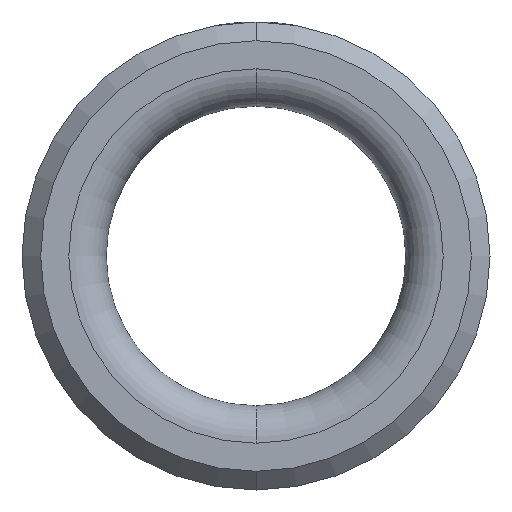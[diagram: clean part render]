
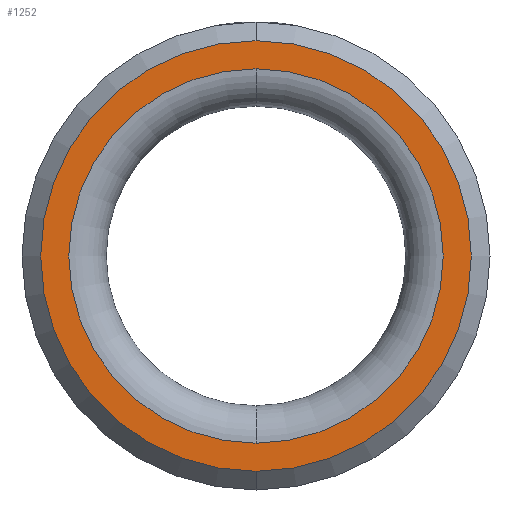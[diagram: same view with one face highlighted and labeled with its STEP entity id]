
A CAD part, front view. The second image highlights one B-rep face of the part: STEP entity #1252.
In plain terms, the highlighted planar face has unit normal (0, -1, 0).
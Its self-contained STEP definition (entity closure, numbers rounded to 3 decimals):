
#27 = CARTESIAN_POINT ( 'NONE',  ( 0., 0., 10. ) ) ;
#53 = CARTESIAN_POINT ( 'NONE',  ( -11.5, 0., 0. ) ) ;
#55 = AXIS2_PLACEMENT_3D ( 'NONE', #706, #1522, #818 ) ;
#63 = EDGE_CURVE ( 'NONE', #621, #218, #319, .T. ) ;
#213 = CIRCLE ( 'NONE', #1031, 11.5 ) ;
#217 = ORIENTED_EDGE ( 'NONE', *, *, #1109, .T. ) ;
#218 = VERTEX_POINT ( 'NONE', #1035 ) ;
#251 = CARTESIAN_POINT ( 'NONE',  ( 0., 0., 0. ) ) ;
#319 = CIRCLE ( 'NONE', #55, 10. ) ;
#335 = ORIENTED_EDGE ( 'NONE', *, *, #844, .T. ) ;
#363 = DIRECTION ( 'NONE',  ( 0., 0., -1. ) ) ;
#370 = VERTEX_POINT ( 'NONE', #1467 ) ;
#415 = DIRECTION ( 'NONE',  ( 0., 1., 0. ) ) ;
#468 = ORIENTED_EDGE ( 'NONE', *, *, #1129, .F. ) ;
#503 = DIRECTION ( 'NONE',  ( 0., -1., 0. ) ) ;
#506 = DIRECTION ( 'NONE',  ( 0., -1., 0. ) ) ;
#563 = AXIS2_PLACEMENT_3D ( 'NONE', #53, #415, #1230 ) ;
#621 = VERTEX_POINT ( 'NONE', #27 ) ;
#658 = VERTEX_POINT ( 'NONE', #1349 ) ;
#666 = FACE_OUTER_BOUND ( 'NONE', #887, .T. ) ;
#706 = CARTESIAN_POINT ( 'NONE',  ( 0., 0., 0. ) ) ;
#771 = CIRCLE ( 'NONE', #1051, 10. ) ;
#809 = ORIENTED_EDGE ( 'NONE', *, *, #63, .F. ) ;
#818 = DIRECTION ( 'NONE',  ( 0., 0., -1. ) ) ;
#844 = EDGE_CURVE ( 'NONE', #658, #370, #213, .T. ) ;
#887 = EDGE_LOOP ( 'NONE', ( #217, #335 ) ) ;
#912 = AXIS2_PLACEMENT_3D ( 'NONE', #1202, #503, #1325 ) ;
#933 = FACE_BOUND ( 'NONE', #1386, .T. ) ;
#1031 = AXIS2_PLACEMENT_3D ( 'NONE', #251, #1054, #363 ) ;
#1035 = CARTESIAN_POINT ( 'NONE',  ( 0., 0., -10. ) ) ;
#1051 = AXIS2_PLACEMENT_3D ( 'NONE', #1206, #506, #1331 ) ;
#1054 = DIRECTION ( 'NONE',  ( 0., -1., 0. ) ) ;
#1103 = PLANE ( 'NONE',  #563 ) ;
#1109 = EDGE_CURVE ( 'NONE', #370, #658, #1149, .T. ) ;
#1129 = EDGE_CURVE ( 'NONE', #218, #621, #771, .T. ) ;
#1149 = CIRCLE ( 'NONE', #912, 11.5 ) ;
#1202 = CARTESIAN_POINT ( 'NONE',  ( 0., 0., 0. ) ) ;
#1206 = CARTESIAN_POINT ( 'NONE',  ( 0., 0., 0. ) ) ;
#1230 = DIRECTION ( 'NONE',  ( 0., 0., 1. ) ) ;
#1252 = ADVANCED_FACE ( 'NONE', ( #933, #666 ), #1103, .F. ) ;
#1325 = DIRECTION ( 'NONE',  ( 0., 0., -1. ) ) ;
#1331 = DIRECTION ( 'NONE',  ( 0., 0., -1. ) ) ;
#1349 = CARTESIAN_POINT ( 'NONE',  ( 0., 0., -11.5 ) ) ;
#1386 = EDGE_LOOP ( 'NONE', ( #468, #809 ) ) ;
#1467 = CARTESIAN_POINT ( 'NONE',  ( 0., 0., 11.5 ) ) ;
#1522 = DIRECTION ( 'NONE',  ( 0., -1., 0. ) ) ;
